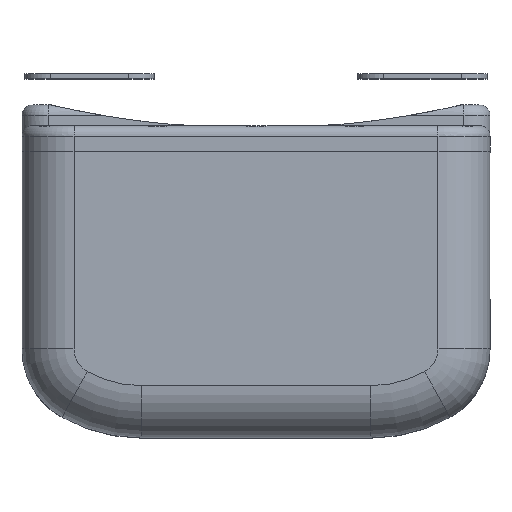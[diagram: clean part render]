
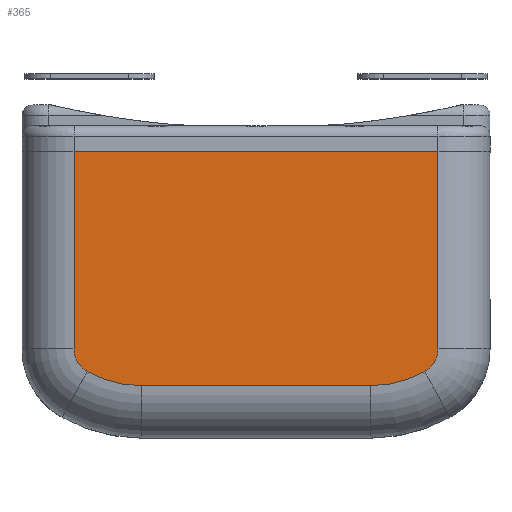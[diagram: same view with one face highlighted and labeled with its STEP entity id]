
A CAD part, top view. The second image highlights one B-rep face of the part: STEP entity #365.
In plain terms, the highlighted planar face has unit normal (0, 0, 1).
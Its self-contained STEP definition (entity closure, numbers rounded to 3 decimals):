
#365 = ADVANCED_FACE ( 'NONE', ( #9077 ), #4004, .T. ) ;
#452 = CARTESIAN_POINT ( 'NONE',  ( 22.038, 28.362, 37.5 ) ) ;
#696 = DIRECTION ( 'NONE',  ( 1., 0., 0. ) ) ;
#1487 = AXIS2_PLACEMENT_3D ( 'NONE', #2071, #9743, #11485 ) ;
#1583 = CARTESIAN_POINT ( 'NONE',  ( -35., 14.068, 37.5 ) ) ;
#1603 = ORIENTED_EDGE ( 'NONE', *, *, #7530, .T. ) ;
#1842 = VERTEX_POINT ( 'NONE', #10853 ) ;
#2071 = CARTESIAN_POINT ( 'NONE',  ( 30., 14.068, 37.5 ) ) ;
#2252 = DIRECTION ( 'NONE',  ( 1., 0., 0. ) ) ;
#2373 = VECTOR ( 'NONE', #2495, 1000. ) ;
#2488 = CARTESIAN_POINT ( 'NONE',  ( -35., 14.068, 37.5 ) ) ;
#2495 = DIRECTION ( 'NONE',  ( -1., 0., 0. ) ) ;
#2590 = EDGE_CURVE ( 'NONE', #9338, #1842, #7388, .T. ) ;
#2675 = LINE ( 'NONE', #7314, #2373 ) ;
#2680 = EDGE_CURVE ( 'NONE', #9500, #9338, #2887, .T. ) ;
#2887 = LINE ( 'NONE', #8135, #4387 ) ;
#2984 = CARTESIAN_POINT ( 'NONE',  ( -22.038, 28.362, 37.5 ) ) ;
#3112 = ORIENTED_EDGE ( 'NONE', *, *, #6424, .T. ) ;
#3262 = CARTESIAN_POINT ( 'NONE',  ( 35., 52., 37.5 ) ) ;
#4004 = PLANE ( 'NONE',  #10238 ) ;
#4015 = VECTOR ( 'NONE', #8116, 1000. ) ;
#4017 = CARTESIAN_POINT ( 'NONE',  ( 35., 52., 37.5 ) ) ;
#4387 = VECTOR ( 'NONE', #696, 1000. ) ;
#4594 = VERTEX_POINT ( 'NONE', #4017 ) ;
#4948 = ORIENTED_EDGE ( 'NONE', *, *, #12114, .T. ) ;
#5316 = ORIENTED_EDGE ( 'NONE', *, *, #2590, .T. ) ;
#5518 = CARTESIAN_POINT ( 'NONE',  ( -32.433, 9.7, 37.5 ) ) ;
#5801 = AXIS2_PLACEMENT_3D ( 'NONE', #2984, #10756, #9702 ) ;
#6320 = CARTESIAN_POINT ( 'NONE',  ( -35., 52., 37.5 ) ) ;
#6424 = EDGE_CURVE ( 'NONE', #9153, #6687, #6838, .T. ) ;
#6524 = VECTOR ( 'NONE', #9327, 1000. ) ;
#6568 = ORIENTED_EDGE ( 'NONE', *, *, #11696, .T. ) ;
#6604 = VERTEX_POINT ( 'NONE', #10120 ) ;
#6687 = VERTEX_POINT ( 'NONE', #2488 ) ;
#6838 = LINE ( 'NONE', #1583, #6524 ) ;
#6894 = DIRECTION ( 'NONE',  ( 1., 0., 0. ) ) ;
#7314 = CARTESIAN_POINT ( 'NONE',  ( 45., 52., 37.5 ) ) ;
#7388 = CIRCLE ( 'NONE', #11231, 21.362 ) ;
#7530 = EDGE_CURVE ( 'NONE', #10386, #9500, #12210, .T. ) ;
#7540 = EDGE_LOOP ( 'NONE', ( #6568, #3112, #10052, #1603, #8565, #5316, #7835, #4948 ) ) ;
#7766 = LINE ( 'NONE', #3262, #4015 ) ;
#7813 = CARTESIAN_POINT ( 'NONE',  ( -22.038, 28.362, 37.5 ) ) ;
#7835 = ORIENTED_EDGE ( 'NONE', *, *, #10449, .T. ) ;
#8116 = DIRECTION ( 'NONE',  ( 0., 1., 0. ) ) ;
#8135 = CARTESIAN_POINT ( 'NONE',  ( 22.038, 7., 37.5 ) ) ;
#8174 = EDGE_CURVE ( 'NONE', #6687, #10386, #8588, .T. ) ;
#8518 = CARTESIAN_POINT ( 'NONE',  ( 22.038, 7., 37.5 ) ) ;
#8565 = ORIENTED_EDGE ( 'NONE', *, *, #2680, .T. ) ;
#8588 = CIRCLE ( 'NONE', #11365, 5. ) ;
#9077 = FACE_OUTER_BOUND ( 'NONE', #7540, .T. ) ;
#9153 = VERTEX_POINT ( 'NONE', #6320 ) ;
#9327 = DIRECTION ( 'NONE',  ( 0., -1., 0. ) ) ;
#9338 = VERTEX_POINT ( 'NONE', #8518 ) ;
#9500 = VERTEX_POINT ( 'NONE', #9647 ) ;
#9647 = CARTESIAN_POINT ( 'NONE',  ( -22.038, 7., 37.5 ) ) ;
#9702 = DIRECTION ( 'NONE',  ( 1., 0., 0. ) ) ;
#9743 = DIRECTION ( 'NONE',  ( 0., 0., 1. ) ) ;
#9891 = DIRECTION ( 'NONE',  ( 0., 0., 1. ) ) ;
#10005 = DIRECTION ( 'NONE',  ( 0., 0., 1. ) ) ;
#10052 = ORIENTED_EDGE ( 'NONE', *, *, #8174, .T. ) ;
#10120 = CARTESIAN_POINT ( 'NONE',  ( 35., 14.068, 37.5 ) ) ;
#10217 = CIRCLE ( 'NONE', #1487, 5. ) ;
#10238 = AXIS2_PLACEMENT_3D ( 'NONE', #7813, #11844, #6894 ) ;
#10386 = VERTEX_POINT ( 'NONE', #5518 ) ;
#10449 = EDGE_CURVE ( 'NONE', #1842, #6604, #10217, .T. ) ;
#10756 = DIRECTION ( 'NONE',  ( 0., 0., 1. ) ) ;
#10853 = CARTESIAN_POINT ( 'NONE',  ( 32.433, 9.7, 37.5 ) ) ;
#11009 = DIRECTION ( 'NONE',  ( 1., 0., 0. ) ) ;
#11231 = AXIS2_PLACEMENT_3D ( 'NONE', #452, #10005, #11009 ) ;
#11365 = AXIS2_PLACEMENT_3D ( 'NONE', #11894, #9891, #2252 ) ;
#11485 = DIRECTION ( 'NONE',  ( 1., 0., 0. ) ) ;
#11696 = EDGE_CURVE ( 'NONE', #4594, #9153, #2675, .T. ) ;
#11844 = DIRECTION ( 'NONE',  ( 0., 0., 1. ) ) ;
#11894 = CARTESIAN_POINT ( 'NONE',  ( -30., 14.068, 37.5 ) ) ;
#12114 = EDGE_CURVE ( 'NONE', #6604, #4594, #7766, .T. ) ;
#12210 = CIRCLE ( 'NONE', #5801, 21.362 ) ;
